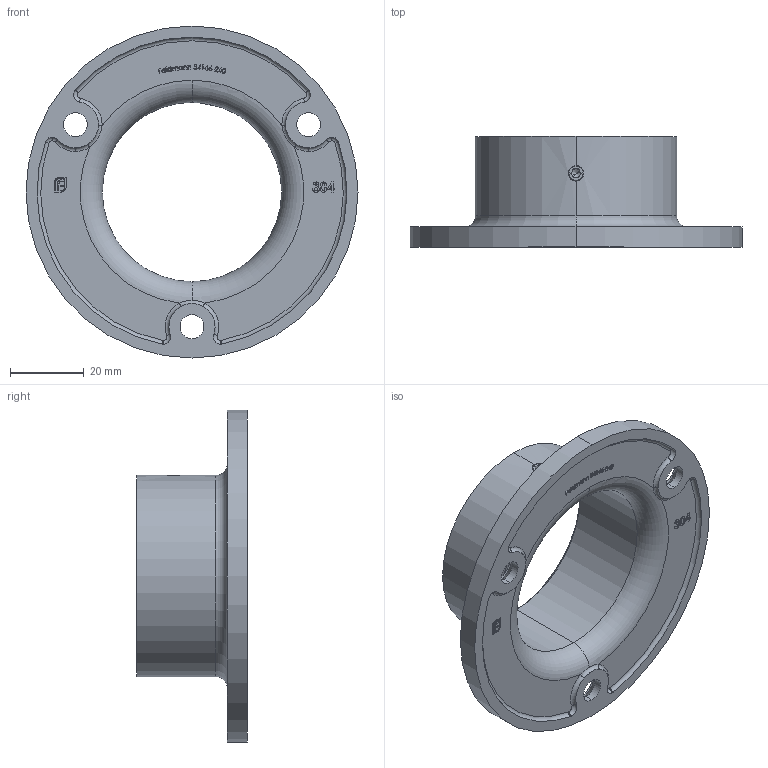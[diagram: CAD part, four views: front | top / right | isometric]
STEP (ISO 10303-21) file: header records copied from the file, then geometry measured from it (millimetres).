
FILE_DESCRIPTION (( 'STEP AP203' ), '1' );
FILE_NAME ('54146-240.step', '2021-04-30T09:56:46', ( '' ), ( '' ), 'SwSTEP 2.0', 'SolidWorks 2018', '' );
FILE_SCHEMA (( 'CONFIG_CONTROL_DESIGN' ));
Length unit declared in the file: millimetre
Products named in the file (6): 541XX-240 Teil1; DIN913; 54146-240; 541XX-240 Teil1_54146-240 Teil1; DIN913_DIN 913 M5x3
Assembly tree (3 placements, depth 2):
  541XX-240 Teil1
  54146-240
    541XX-240 Teil1_54146-240 Teil1
    DIN913_DIN 913 M5x3
  54146-240
    DIN913
Bounding box: 90 x 30 x 90 mm (x, y, z)
Volume: 31511.3 mm3; surface area: 18906.4 mm2
Topology: 2 solids, 2 shells, 398 faces, 1053 edges, 689 vertices
Faces by surface type: plane 208, bspline 126, cylinder 25, torus 25, cone 14
Entity records: 20227 total; most frequent: CARTESIAN_POINT 10560, ORIENTED_EDGE 2100, DIRECTION 1484, EDGE_CURVE 1050, VERTEX_POINT 687, VECTOR 656, LINE 656, EDGE_LOOP 439
